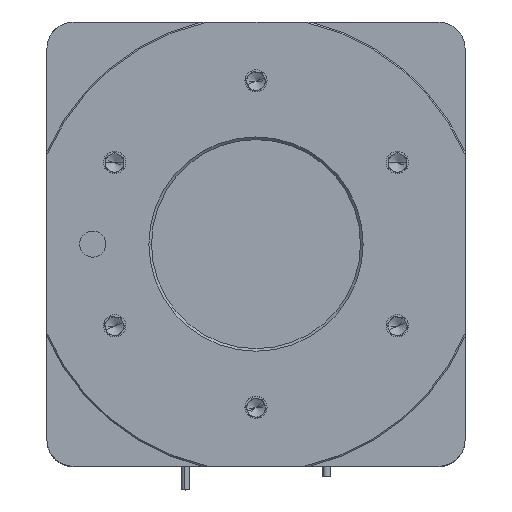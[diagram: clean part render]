
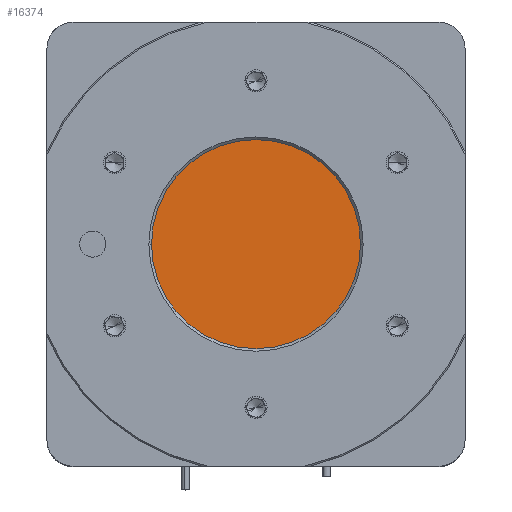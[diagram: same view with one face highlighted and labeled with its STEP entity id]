
A CAD part, top view. The second image highlights one B-rep face of the part: STEP entity #16374.
In plain terms, the highlighted planar face has unit normal (0, 0, 1).
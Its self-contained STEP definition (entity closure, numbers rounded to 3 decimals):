
#1324 = DIRECTION ( 'NONE',  ( 0., 0., 1. ) ) ;
#1681 = CARTESIAN_POINT ( 'NONE',  ( 0., 0., -3.5 ) ) ;
#1983 = FACE_OUTER_BOUND ( 'NONE', #31146, .T. ) ;
#5304 = CARTESIAN_POINT ( 'NONE',  ( -40., 0., -3.5 ) ) ;
#6464 = ORIENTED_EDGE ( 'NONE', *, *, #28123, .T. ) ;
#9128 = AXIS2_PLACEMENT_3D ( 'NONE', #17808, #9655, #31164 ) ;
#9655 = DIRECTION ( 'NONE',  ( 0., 0., 1. ) ) ;
#12306 = PLANE ( 'NONE',  #25022 ) ;
#14842 = ORIENTED_EDGE ( 'NONE', *, *, #25648, .T. ) ;
#15195 = DIRECTION ( 'NONE',  ( 0., 0., 1. ) ) ;
#15269 = VERTEX_POINT ( 'NONE', #22487 ) ;
#16029 = VERTEX_POINT ( 'NONE', #5304 ) ;
#16374 = ADVANCED_FACE ( 'NONE', ( #1983 ), #12306, .T. ) ;
#17808 = CARTESIAN_POINT ( 'NONE',  ( 0., 0., -3.5 ) ) ;
#20583 = CARTESIAN_POINT ( 'NONE',  ( 0., 0., -3.5 ) ) ;
#22487 = CARTESIAN_POINT ( 'NONE',  ( 40., 0., -3.5 ) ) ;
#24522 = CIRCLE ( 'NONE', #9128, 40. ) ;
#25022 = AXIS2_PLACEMENT_3D ( 'NONE', #1681, #1324, #33570 ) ;
#25648 = EDGE_CURVE ( 'NONE', #16029, #15269, #28000, .T. ) ;
#28000 = CIRCLE ( 'NONE', #31062, 40. ) ;
#28123 = EDGE_CURVE ( 'NONE', #15269, #16029, #24522, .T. ) ;
#28778 = DIRECTION ( 'NONE',  ( 1., 0., 0. ) ) ;
#31062 = AXIS2_PLACEMENT_3D ( 'NONE', #20583, #15195, #28778 ) ;
#31146 = EDGE_LOOP ( 'NONE', ( #6464, #14842 ) ) ;
#31164 = DIRECTION ( 'NONE',  ( 1., 0., 0. ) ) ;
#33570 = DIRECTION ( 'NONE',  ( 1., 0., 0. ) ) ;
